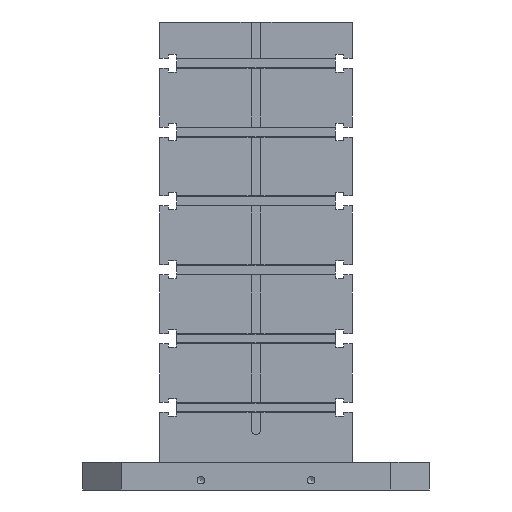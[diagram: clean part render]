
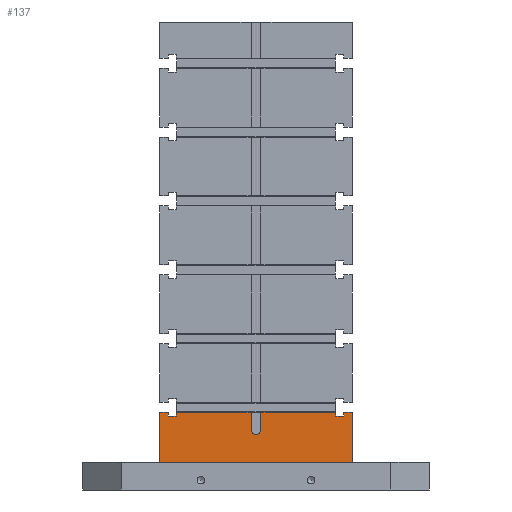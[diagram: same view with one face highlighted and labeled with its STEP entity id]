
A CAD part, front view. The second image highlights one B-rep face of the part: STEP entity #137.
In plain terms, the highlighted planar face has unit normal (0, -1, 0).
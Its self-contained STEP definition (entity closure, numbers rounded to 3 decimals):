
#137 = ADVANCED_FACE( '', ( #1480 ), #1481, .F. );
#1480 = FACE_OUTER_BOUND( '', #4111, .T. );
#1481 = PLANE( '', #4112 );
#4111 = EDGE_LOOP( '', ( #7244, #7245, #7246, #7247, #7248, #7249, #7250, #7251, #7252, #7253, #7254, #7255, #7256, #7257, #7258, #7259 ) );
#4112 = AXIS2_PLACEMENT_3D( '', #7260, #7261, #7262 );
#7244 = ORIENTED_EDGE( '', *, *, #17383, .F. );
#7245 = ORIENTED_EDGE( '', *, *, #17384, .F. );
#7246 = ORIENTED_EDGE( '', *, *, #17385, .T. );
#7247 = ORIENTED_EDGE( '', *, *, #17386, .T. );
#7248 = ORIENTED_EDGE( '', *, *, #17387, .T. );
#7249 = ORIENTED_EDGE( '', *, *, #17388, .T. );
#7250 = ORIENTED_EDGE( '', *, *, #17389, .T. );
#7251 = ORIENTED_EDGE( '', *, *, #17390, .T. );
#7252 = ORIENTED_EDGE( '', *, *, #17391, .T. );
#7253 = ORIENTED_EDGE( '', *, *, #17347, .F. );
#7254 = ORIENTED_EDGE( '', *, *, #17392, .T. );
#7255 = ORIENTED_EDGE( '', *, *, #17393, .F. );
#7256 = ORIENTED_EDGE( '', *, *, #17394, .F. );
#7257 = ORIENTED_EDGE( '', *, *, #17395, .F. );
#7258 = ORIENTED_EDGE( '', *, *, #17396, .T. );
#7259 = ORIENTED_EDGE( '', *, *, #17397, .F. );
#7260 = CARTESIAN_POINT( '', ( -175., -175., 850. ) );
#7261 = DIRECTION( '', ( 0., 1., 0. ) );
#7262 = DIRECTION( '', ( 0., 0., 1. ) );
#17347 = EDGE_CURVE( '', #20951, #20953, #20954, .T. );
#17383 = EDGE_CURVE( '', #21023, #21024, #21025, .T. );
#17384 = EDGE_CURVE( '', #21026, #21023, #21027, .T. );
#17385 = EDGE_CURVE( '', #21026, #21028, #21029, .T. );
#17386 = EDGE_CURVE( '', #21028, #21030, #21031, .T. );
#17387 = EDGE_CURVE( '', #21030, #21032, #21033, .T. );
#17388 = EDGE_CURVE( '', #21032, #21034, #21035, .T. );
#17389 = EDGE_CURVE( '', #21034, #21036, #21037, .T. );
#17390 = EDGE_CURVE( '', #21036, #21038, #21039, .T. );
#17391 = EDGE_CURVE( '', #21038, #20953, #21040, .T. );
#17392 = EDGE_CURVE( '', #20951, #21041, #21042, .T. );
#17393 = EDGE_CURVE( '', #21043, #21041, #21044, .T. );
#17394 = EDGE_CURVE( '', #21045, #21043, #21046, .T. );
#17395 = EDGE_CURVE( '', #21047, #21045, #21048, .T. );
#17396 = EDGE_CURVE( '', #21047, #21049, #21050, .T. );
#17397 = EDGE_CURVE( '', #21024, #21049, #21051, .T. );
#20951 = VERTEX_POINT( '', #26941 );
#20953 = VERTEX_POINT( '', #26944 );
#20954 = LINE( '', #26945, #26946 );
#21023 = VERTEX_POINT( '', #27049 );
#21024 = VERTEX_POINT( '', #27050 );
#21025 = CIRCLE( '', #27051, 9. );
#21026 = VERTEX_POINT( '', #27052 );
#21027 = LINE( '', #27053, #27054 );
#21028 = VERTEX_POINT( '', #27055 );
#21029 = LINE( '', #27056, #27057 );
#21030 = VERTEX_POINT( '', #27058 );
#21031 = LINE( '', #27059, #27060 );
#21032 = VERTEX_POINT( '', #27061 );
#21033 = LINE( '', #27062, #27063 );
#21034 = VERTEX_POINT( '', #27064 );
#21035 = LINE( '', #27065, #27066 );
#21036 = VERTEX_POINT( '', #27067 );
#21037 = LINE( '', #27068, #27069 );
#21038 = VERTEX_POINT( '', #27070 );
#21039 = LINE( '', #27071, #27072 );
#21040 = LINE( '', #27073, #27074 );
#21041 = VERTEX_POINT( '', #27075 );
#21042 = LINE( '', #27076, #27077 );
#21043 = VERTEX_POINT( '', #27078 );
#21044 = LINE( '', #27079, #27080 );
#21045 = VERTEX_POINT( '', #27081 );
#21046 = LINE( '', #27082, #27083 );
#21047 = VERTEX_POINT( '', #27084 );
#21048 = LINE( '', #27085, #27086 );
#21049 = VERTEX_POINT( '', #27087 );
#21050 = LINE( '', #27088, #27089 );
#21051 = LINE( '', #27090, #27091 );
#26941 = CARTESIAN_POINT( '', ( 175., -175., 141. ) );
#26944 = CARTESIAN_POINT( '', ( 175., -175., 50. ) );
#26945 = CARTESIAN_POINT( '', ( 175., -175., 850. ) );
#26946 = VECTOR( '', #34959, 1000. );
#27049 = CARTESIAN_POINT( '', ( -9., -175., 110. ) );
#27050 = CARTESIAN_POINT( '', ( 9., -175., 110. ) );
#27051 = AXIS2_PLACEMENT_3D( '', #34997, #34998, #34999 );
#27052 = CARTESIAN_POINT( '', ( -9., -175., 141. ) );
#27053 = CARTESIAN_POINT( '', ( -9., -175., 850. ) );
#27054 = VECTOR( '', #35000, 1000. );
#27055 = CARTESIAN_POINT( '', ( -145., -175., 141. ) );
#27056 = CARTESIAN_POINT( '', ( 175., -175., 141. ) );
#27057 = VECTOR( '', #35001, 1000. );
#27058 = CARTESIAN_POINT( '', ( -145., -175., 134. ) );
#27059 = CARTESIAN_POINT( '', ( -145., -175., 141. ) );
#27060 = VECTOR( '', #35002, 1000. );
#27061 = CARTESIAN_POINT( '', ( -159., -175., 134. ) );
#27062 = CARTESIAN_POINT( '', ( -145., -175., 134. ) );
#27063 = VECTOR( '', #35003, 1000. );
#27064 = CARTESIAN_POINT( '', ( -159., -175., 141. ) );
#27065 = CARTESIAN_POINT( '', ( -159., -175., 134. ) );
#27066 = VECTOR( '', #35004, 1000. );
#27067 = CARTESIAN_POINT( '', ( -175., -175., 141. ) );
#27068 = CARTESIAN_POINT( '', ( 175., -175., 141. ) );
#27069 = VECTOR( '', #35005, 1000. );
#27070 = CARTESIAN_POINT( '', ( -175., -175., 50. ) );
#27071 = CARTESIAN_POINT( '', ( -175., -175., 850. ) );
#27072 = VECTOR( '', #35006, 1000. );
#27073 = CARTESIAN_POINT( '', ( -315., -175., 50. ) );
#27074 = VECTOR( '', #35007, 1000. );
#27075 = CARTESIAN_POINT( '', ( 159., -175., 141. ) );
#27076 = CARTESIAN_POINT( '', ( 175., -175., 141. ) );
#27077 = VECTOR( '', #35008, 1000. );
#27078 = CARTESIAN_POINT( '', ( 159., -175., 134. ) );
#27079 = CARTESIAN_POINT( '', ( 159., -175., 134. ) );
#27080 = VECTOR( '', #35009, 1000. );
#27081 = CARTESIAN_POINT( '', ( 145., -175., 134. ) );
#27082 = CARTESIAN_POINT( '', ( 145., -175., 134. ) );
#27083 = VECTOR( '', #35010, 1000. );
#27084 = CARTESIAN_POINT( '', ( 145., -175., 141. ) );
#27085 = CARTESIAN_POINT( '', ( 145., -175., 141. ) );
#27086 = VECTOR( '', #35011, 1000. );
#27087 = CARTESIAN_POINT( '', ( 9., -175., 141. ) );
#27088 = CARTESIAN_POINT( '', ( 175., -175., 141. ) );
#27089 = VECTOR( '', #35012, 1000. );
#27090 = CARTESIAN_POINT( '', ( 9., -175., 850. ) );
#27091 = VECTOR( '', #35013, 1000. );
#34959 = DIRECTION( '', ( 0., 0., -1. ) );
#34997 = CARTESIAN_POINT( '', ( 0., -175., 110. ) );
#34998 = DIRECTION( '', ( 0., -1., 0. ) );
#34999 = DIRECTION( '', ( -1., 0., 0. ) );
#35000 = DIRECTION( '', ( 0., 0., -1. ) );
#35001 = DIRECTION( '', ( -1., 0., 0. ) );
#35002 = DIRECTION( '', ( 0., 0., -1. ) );
#35003 = DIRECTION( '', ( -1., 0., 0. ) );
#35004 = DIRECTION( '', ( 0., 0., 1. ) );
#35005 = DIRECTION( '', ( -1., 0., 0. ) );
#35006 = DIRECTION( '', ( 0., 0., -1. ) );
#35007 = DIRECTION( '', ( 1., 0., 0. ) );
#35008 = DIRECTION( '', ( -1., 0., 0. ) );
#35009 = DIRECTION( '', ( 0., 0., 1. ) );
#35010 = DIRECTION( '', ( 1., 0., 0. ) );
#35011 = DIRECTION( '', ( 0., 0., -1. ) );
#35012 = DIRECTION( '', ( -1., 0., 0. ) );
#35013 = DIRECTION( '', ( 0., 0., 1. ) );
